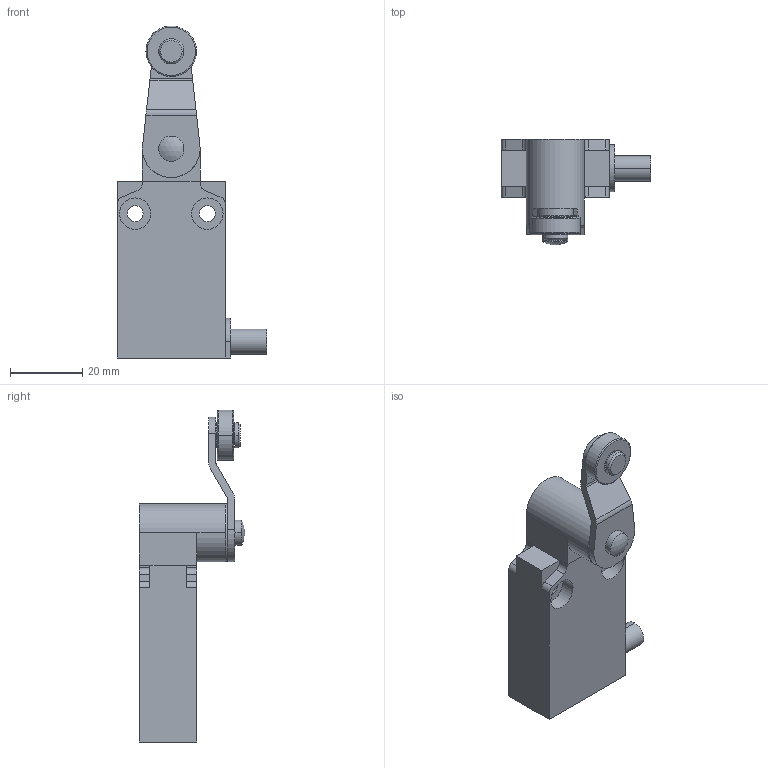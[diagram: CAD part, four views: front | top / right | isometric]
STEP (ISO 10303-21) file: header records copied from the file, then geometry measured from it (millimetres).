
FILE_DESCRIPTION((''),'2;1');
FILE_NAME('EP1G4120.stp','2015-07-13T10:47:35',(''),(''),'Mechanical Desktop 2011','Mechanical Desktop 2011',', , ');
FILE_SCHEMA(('AUTOMOTIVE_DESIGN { 1 2 10303 214 1 1 1 1 }'));
Length unit declared in the file: millimetre
Products named in the file (2): Product; Comepi_zeri_si
Bounding box: 41.5 x 29.28 x 92 mm (x, y, z)
Volume: 30106.1 mm3; surface area: 10424.7 mm2
Topology: 4 solids, 4 shells, 119 faces, 288 edges, 190 vertices
Faces by surface type: plane 49, cylinder 47, bspline 14, torus 6, cone 2, sphere 1
Entity records: 3796 total; most frequent: CARTESIAN_POINT 742, DIRECTION 660, ORIENTED_EDGE 576, EDGE_CURVE 288, AXIS2_PLACEMENT_3D 248, VERTEX_POINT 190, VECTOR 164, LINE 164
